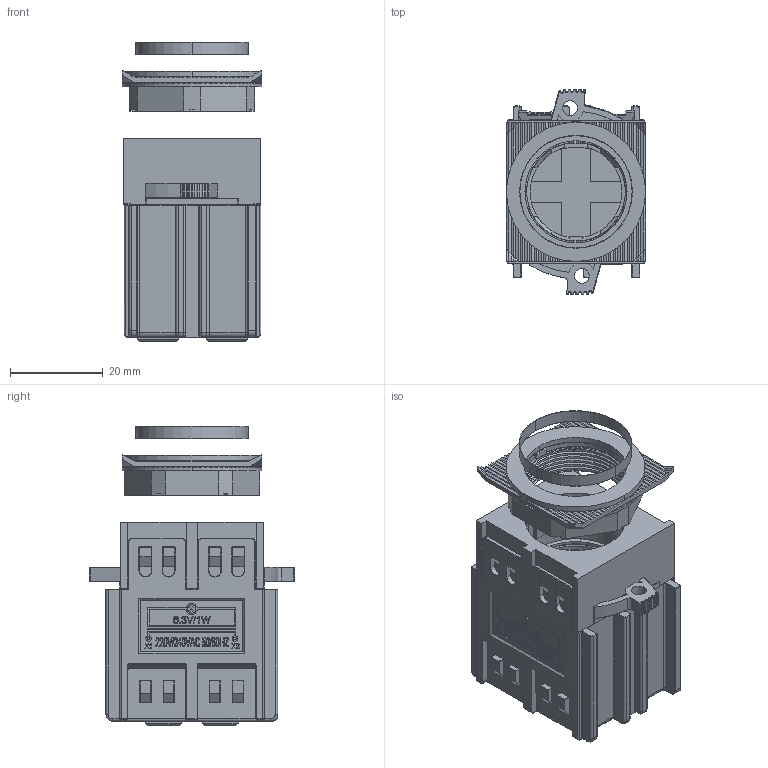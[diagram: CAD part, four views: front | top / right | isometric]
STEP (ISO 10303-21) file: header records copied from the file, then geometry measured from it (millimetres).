
FILE_DESCRIPTION((''),'2;1');
FILE_NAME('K22-17_AC_ASM','2024-12-16T08:26:38',('lk'),(''),'CREO PARAMETRIC BY PTC INC, 2021072','CREO PARAMETRIC BY PTC INC, 2021072','');
FILE_SCHEMA(('AP242_MANAGED_MODEL_BASED_3D_ENGINEERING_MIM_LF { 1 0 10303 442 1 1 4 }'));
Products named in the file (12): K22-14_AC-7_1; K22-14_AC-12_1; K22-14_AC-24_1; K22-14_AC-36_1; K22-14_AC-48_1; K22-14_AC-60_1; K22-14_AC-72_1; K22-14_AC-84_1; K22-14_AC-96_1; K22-17_AC_1_ASM_1_ASM; K22-17_AC_ASM_1_ASM; K22-17_AC_ASM
Assembly tree (11 placements, depth 4):
  K22-17_AC_ASM
    K22-17_AC_ASM_1_ASM
      K22-17_AC_1_ASM_1_ASM
        K22-14_AC-7_1
        K22-14_AC-12_1
        K22-14_AC-24_1
        K22-14_AC-36_1
        K22-14_AC-48_1
        K22-14_AC-60_1
        K22-14_AC-72_1
        K22-14_AC-84_1
        K22-14_AC-96_1
Bounding box: 30.18 x 44.3 x 64.63 mm (x, y, z)
Volume: 34797.2 mm3; surface area: 20229.4 mm2
Topology: 8 solids, 12 shells, 2857 faces, 7642 edges, 4791 vertices
Faces by surface type: plane 1450, cylinder 712, extrusion 305, torus 184, sphere 108, bspline 79, revolution 11, cone 8
Entity records: 137923 total; most frequent: CARTESIAN_POINT 47165, ORIENTED_EDGE 15054, DIRECTION 13051, EDGE_CURVE 7527, VERTEX_POINT 4791, VECTOR 4790, LINE 4485, AXIS2_PLACEMENT_3D 4125
